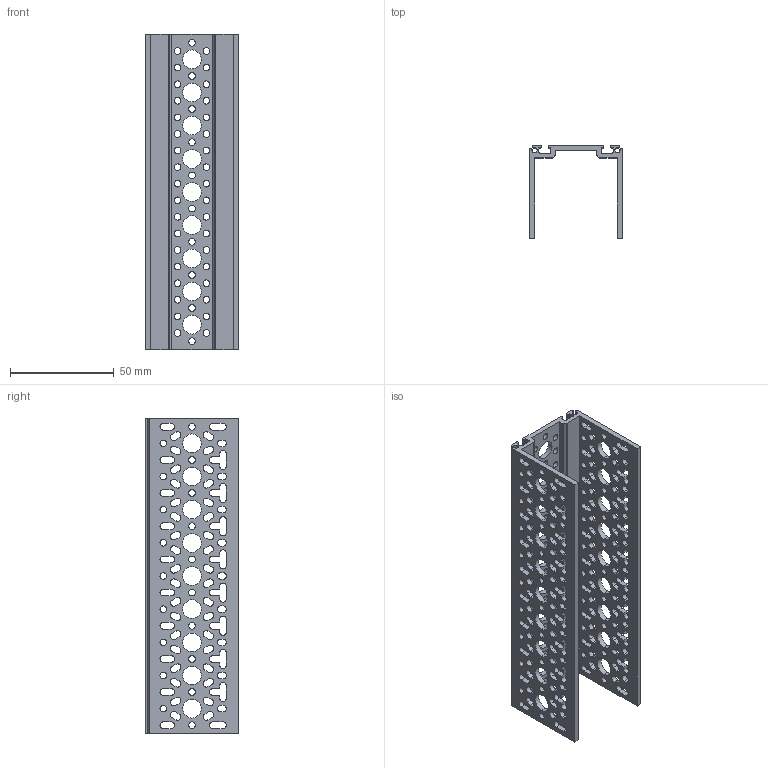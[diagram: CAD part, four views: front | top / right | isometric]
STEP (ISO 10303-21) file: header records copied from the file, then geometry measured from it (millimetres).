
FILE_DESCRIPTION (( 'STEP AP203' ), '1' );
FILE_NAME ('REV-41-1750.STEP', '2019-07-11T18:46:00', ( '' ), ( '' ), 'SwSTEP 2.0', 'SolidWorks 2018', '' );
FILE_SCHEMA (( 'CONFIG_CONTROL_DESIGN' ));
Length unit declared in the file: millimetre
Products named in the file (1): REV-41-1750
Bounding box: 45 x 45 x 152 mm (x, y, z)
Volume: 39504.2 mm3; surface area: 45989.8 mm2
Topology: 1 solids, 1 shells, 960 faces, 2874 edges, 1916 vertices
Faces by surface type: cylinder 616, plane 344
Entity records: 33911 total; most frequent: DIRECTION 6028, CARTESIAN_POINT 5751, ORIENTED_EDGE 5748, EDGE_CURVE 2874, AXIS2_PLACEMENT_3D 2193, VERTEX_POINT 1916, LINE 1642, VECTOR 1642
